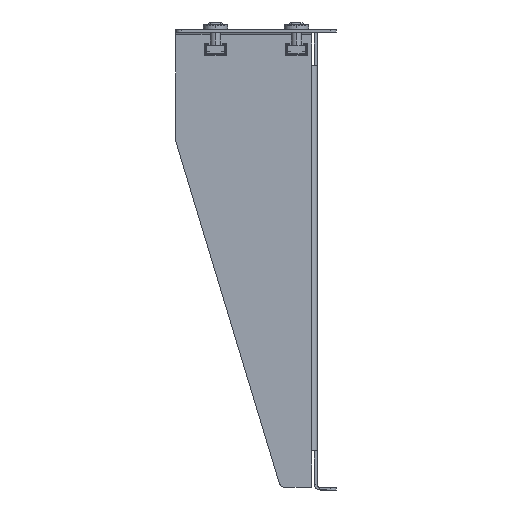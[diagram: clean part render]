
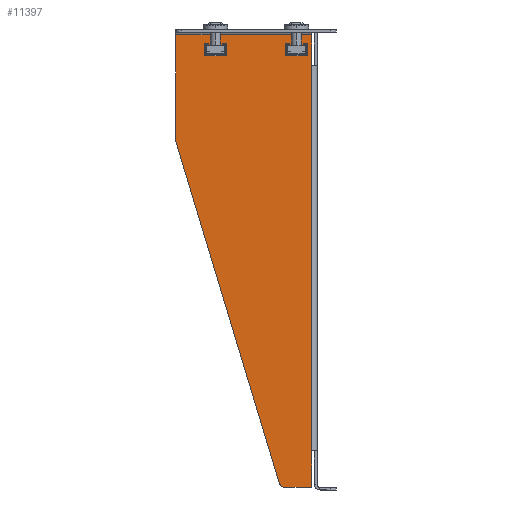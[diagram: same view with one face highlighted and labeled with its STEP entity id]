
A CAD part, left-side view. The second image highlights one B-rep face of the part: STEP entity #11397.
In plain terms, the highlighted planar face has unit normal (-1, 0, 0).
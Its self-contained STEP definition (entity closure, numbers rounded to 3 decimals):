
#346 = VECTOR ( 'NONE', #11985, 1000. ) ;
#556 = DIRECTION ( 'NONE',  ( 0., 1., 0. ) ) ;
#564 = CARTESIAN_POINT ( 'NONE',  ( -221.5, 1.5, -125. ) ) ;
#581 = VERTEX_POINT ( 'NONE', #8877 ) ;
#785 = VERTEX_POINT ( 'NONE', #11982 ) ;
#876 = ORIENTED_EDGE ( 'NONE', *, *, #7180, .T. ) ;
#1029 = VERTEX_POINT ( 'NONE', #5738 ) ;
#1706 = ORIENTED_EDGE ( 'NONE', *, *, #3612, .F. ) ;
#1919 = AXIS2_PLACEMENT_3D ( 'NONE', #11582, #5695, #12549 ) ;
#1940 = VECTOR ( 'NONE', #11904, 1000. ) ;
#1954 = DIRECTION ( 'NONE',  ( 0., 0., -1. ) ) ;
#2275 = PLANE ( 'NONE',  #6317 ) ;
#2614 = DIRECTION ( 'NONE',  ( 0., -1., 0. ) ) ;
#3007 = ORIENTED_EDGE ( 'NONE', *, *, #3696, .F. ) ;
#3037 = CARTESIAN_POINT ( 'NONE',  ( -221.5, 1.5, -105. ) ) ;
#3411 = VERTEX_POINT ( 'NONE', #7577 ) ;
#3612 = EDGE_CURVE ( 'NONE', #7915, #3411, #6815, .T. ) ;
#3615 = CARTESIAN_POINT ( 'NONE',  ( -221.5, 76., 123.5 ) ) ;
#3696 = EDGE_CURVE ( 'NONE', #9806, #785, #11199, .T. ) ;
#3865 = DIRECTION ( 'NONE',  ( 0., 0.29, 0.957 ) ) ;
#4536 = DIRECTION ( 'NONE',  ( 0., 0., -1. ) ) ;
#4568 = LINE ( 'NONE', #3037, #1940 ) ;
#4571 = VECTOR ( 'NONE', #4536, 1000. ) ;
#4867 = CARTESIAN_POINT ( 'NONE',  ( -221.5, 1.5, 106.5 ) ) ;
#5174 = EDGE_CURVE ( 'NONE', #785, #8123, #4568, .T. ) ;
#5310 = DIRECTION ( 'NONE',  ( 0., 1., 0. ) ) ;
#5695 = DIRECTION ( 'NONE',  ( -1., 0., 0. ) ) ;
#5738 = CARTESIAN_POINT ( 'NONE',  ( -221.5, 76., 123.5 ) ) ;
#5777 = CARTESIAN_POINT ( 'NONE',  ( -221.5, 16.274, -125. ) ) ;
#5881 = ORIENTED_EDGE ( 'NONE', *, *, #12013, .F. ) ;
#6073 = DIRECTION ( 'NONE',  ( 0., 1., 0. ) ) ;
#6307 = LINE ( 'NONE', #10982, #8641 ) ;
#6317 = AXIS2_PLACEMENT_3D ( 'NONE', #8275, #11208, #5310 ) ;
#6486 = DIRECTION ( 'NONE',  ( -1., 0., 0. ) ) ;
#6760 = FACE_OUTER_BOUND ( 'NONE', #10435, .T. ) ;
#6815 = LINE ( 'NONE', #9773, #11720 ) ;
#6858 = CARTESIAN_POINT ( 'NONE',  ( -221.5, 1.5, -125. ) ) ;
#7180 = EDGE_CURVE ( 'NONE', #7915, #8044, #7500, .T. ) ;
#7214 = LINE ( 'NONE', #564, #4571 ) ;
#7500 = CIRCLE ( 'NONE', #1919, 3. ) ;
#7567 = VECTOR ( 'NONE', #2614, 1000. ) ;
#7577 = CARTESIAN_POINT ( 'NONE',  ( -221.5, 75.871, 64.575 ) ) ;
#7655 = ORIENTED_EDGE ( 'NONE', *, *, #9615, .F. ) ;
#7898 = LINE ( 'NONE', #3615, #7567 ) ;
#7915 = VERTEX_POINT ( 'NONE', #10548 ) ;
#8044 = VERTEX_POINT ( 'NONE', #5777 ) ;
#8123 = VERTEX_POINT ( 'NONE', #6858 ) ;
#8149 = CARTESIAN_POINT ( 'NONE',  ( -221.5, 76., 65.444 ) ) ;
#8268 = LINE ( 'NONE', #11019, #346 ) ;
#8275 = CARTESIAN_POINT ( 'NONE',  ( -221.5, 76., -125. ) ) ;
#8277 = EDGE_CURVE ( 'NONE', #9477, #1029, #8268, .T. ) ;
#8609 = VECTOR ( 'NONE', #1954, 1000. ) ;
#8641 = VECTOR ( 'NONE', #6073, 1000. ) ;
#8813 = ORIENTED_EDGE ( 'NONE', *, *, #9553, .T. ) ;
#8839 = ORIENTED_EDGE ( 'NONE', *, *, #8277, .F. ) ;
#8877 = CARTESIAN_POINT ( 'NONE',  ( -221.5, 1.5, 123.5 ) ) ;
#8898 = CARTESIAN_POINT ( 'NONE',  ( -221.5, 1.5, -125. ) ) ;
#9477 = VERTEX_POINT ( 'NONE', #8149 ) ;
#9553 = EDGE_CURVE ( 'NONE', #9477, #3411, #11402, .T. ) ;
#9615 = EDGE_CURVE ( 'NONE', #1029, #581, #7898, .T. ) ;
#9773 = CARTESIAN_POINT ( 'NONE',  ( -221.5, 76., 65. ) ) ;
#9806 = VERTEX_POINT ( 'NONE', #4867 ) ;
#10435 = EDGE_LOOP ( 'NONE', ( #1706, #876, #5881, #11126, #3007, #12398, #7655, #8839, #8813 ) ) ;
#10548 = CARTESIAN_POINT ( 'NONE',  ( -221.5, 19.145, -122.869 ) ) ;
#10982 = CARTESIAN_POINT ( 'NONE',  ( -221.5, 0., -125. ) ) ;
#11019 = CARTESIAN_POINT ( 'NONE',  ( -221.5, 76., -125. ) ) ;
#11126 = ORIENTED_EDGE ( 'NONE', *, *, #5174, .F. ) ;
#11199 = LINE ( 'NONE', #8898, #8609 ) ;
#11208 = DIRECTION ( 'NONE',  ( 1., 0., 0. ) ) ;
#11397 = ADVANCED_FACE ( 'NONE', ( #6760 ), #2275, .F. ) ;
#11402 = CIRCLE ( 'NONE', #12074, 3. ) ;
#11582 = CARTESIAN_POINT ( 'NONE',  ( -221.5, 16.274, -122. ) ) ;
#11720 = VECTOR ( 'NONE', #3865, 1000. ) ;
#11904 = DIRECTION ( 'NONE',  ( 0., 0., -1. ) ) ;
#11982 = CARTESIAN_POINT ( 'NONE',  ( -221.5, 1.5, -105. ) ) ;
#11985 = DIRECTION ( 'NONE',  ( 0., 0., 1. ) ) ;
#12013 = EDGE_CURVE ( 'NONE', #8123, #8044, #6307, .T. ) ;
#12074 = AXIS2_PLACEMENT_3D ( 'NONE', #12349, #6486, #556 ) ;
#12349 = CARTESIAN_POINT ( 'NONE',  ( -221.5, 73., 65.444 ) ) ;
#12398 = ORIENTED_EDGE ( 'NONE', *, *, #12766, .F. ) ;
#12549 = DIRECTION ( 'NONE',  ( 0., 1., 0. ) ) ;
#12766 = EDGE_CURVE ( 'NONE', #581, #9806, #7214, .T. ) ;
